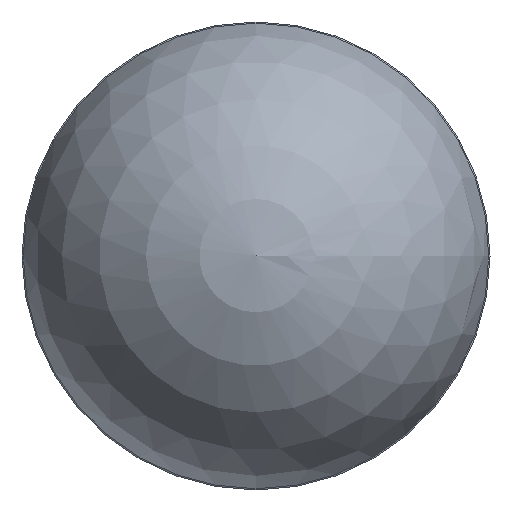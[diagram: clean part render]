
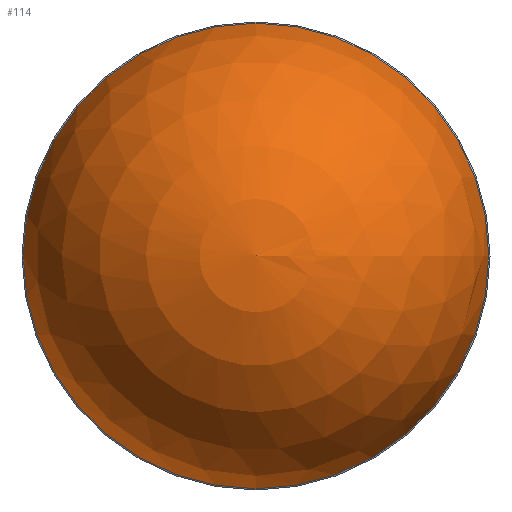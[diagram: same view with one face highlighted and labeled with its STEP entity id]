
A CAD part, top view. The second image highlights one B-rep face of the part: STEP entity #114.
In plain terms, the highlighted spherical face has radius 20.5 mm.
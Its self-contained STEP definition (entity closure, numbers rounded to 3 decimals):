
#114 = ADVANCED_FACE( '', ( #251 ), #252, .T. );
#251 = FACE_OUTER_BOUND( '', #393, .T. );
#252 = SPHERICAL_SURFACE( '', #394, 20.5 );
#393 = EDGE_LOOP( '', ( #641 ) );
#394 = AXIS2_PLACEMENT_3D( '', #642, #643, #644 );
#641 = ORIENTED_EDGE( '', *, *, #813, .F. );
#642 = CARTESIAN_POINT( '', ( 0., 0., 18.5 ) );
#643 = DIRECTION( '', ( 0., 0., 1. ) );
#644 = DIRECTION( '', ( 1., 0., 0. ) );
#813 = EDGE_CURVE( '', #974, #974, #975, .F. );
#974 = VERTEX_POINT( '', #1168 );
#975 = CIRCLE( '', #1169, 20.393 );
#1168 = CARTESIAN_POINT( '', ( 20.393, 0., 20.593 ) );
#1169 = AXIS2_PLACEMENT_3D( '', #1327, #1328, #1329 );
#1327 = CARTESIAN_POINT( '', ( 0., 0., 20.593 ) );
#1328 = DIRECTION( '', ( 0., 0., 1. ) );
#1329 = DIRECTION( '', ( 1., 0., 0. ) );
